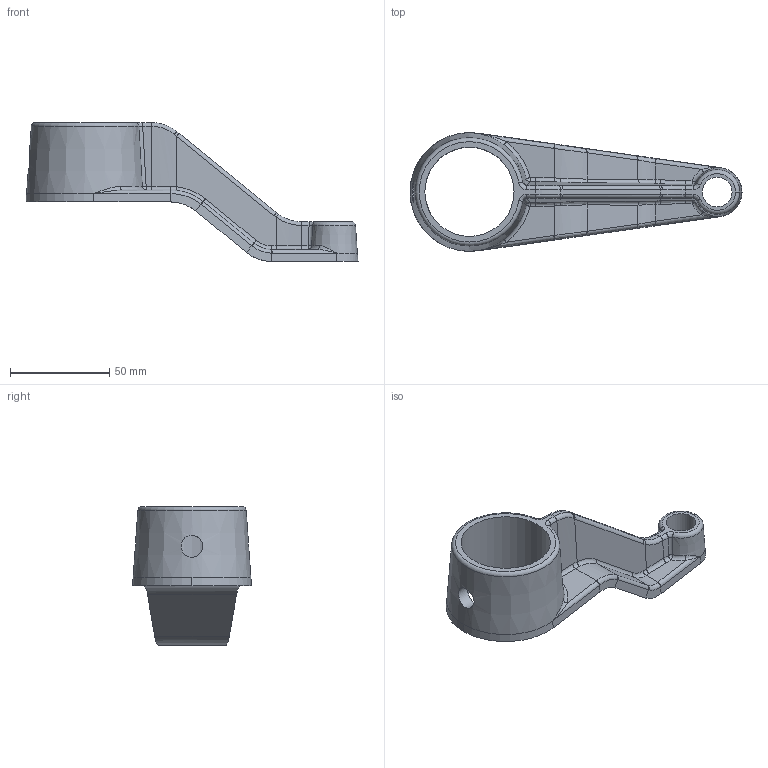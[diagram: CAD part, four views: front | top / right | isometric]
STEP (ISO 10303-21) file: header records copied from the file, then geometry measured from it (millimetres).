
FILE_DESCRIPTION(('FreeCAD Model'),'2;1');
FILE_NAME('Open CASCADE Shape Model','2021-01-01T22:27:22',('Author'),( ''),'Open CASCADE STEP processor 7.4','FreeCAD','Unknown');
FILE_SCHEMA(('AUTOMOTIVE_DESIGN { 1 0 10303 214 1 1 1 1 }'));
Length unit declared in the file: millimetre
Products named in the file (1): final-body
Bounding box: 167.5 x 59.97 x 70 mm (x, y, z)
Volume: 84248.3 mm3; surface area: 29624.7 mm2
Topology: 1 solids, 1 shells, 123 faces, 281 edges, 152 vertices
Faces by surface type: bspline 54, cylinder 31, plane 24, cone 7, torus 7
Full cylindrical faces by diameter (mm): 11 x1, 15 x1, 45 x1
Entity records: 15488 total; most frequent: CARTESIAN_POINT 10739, DIRECTION 685, ORIENTED_EDGE 546, PCURVE 546, DEFINITIONAL_REPRESENTATION 546, LINE 443, VECTOR 443, EDGE_CURVE 273
